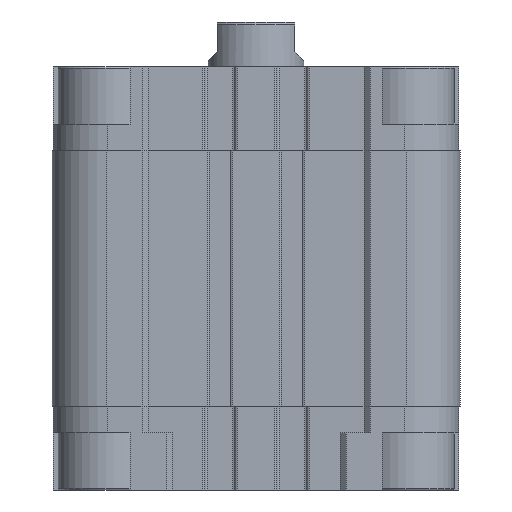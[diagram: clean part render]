
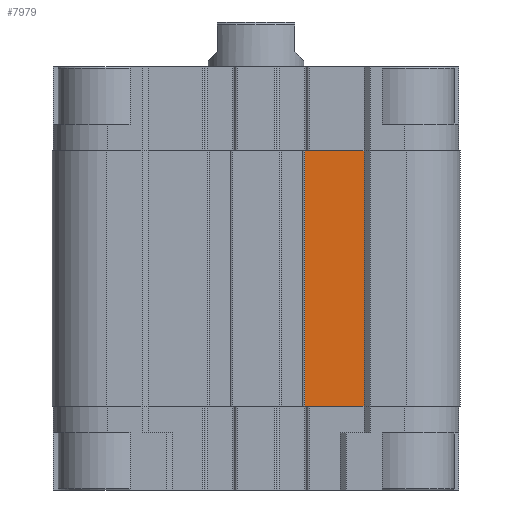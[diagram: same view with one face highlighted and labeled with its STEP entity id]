
A CAD part, front view. The second image highlights one B-rep face of the part: STEP entity #7979.
In plain terms, the highlighted planar face has unit normal (0, -1, 0).
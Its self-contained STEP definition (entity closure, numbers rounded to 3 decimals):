
#224=LINE('',#12015,#960);
#520=LINE('',#12839,#1256);
#716=LINE('',#13316,#1452);
#717=LINE('',#13318,#1453);
#960=VECTOR('',#9428,9.9);
#1256=VECTOR('',#10188,9.9);
#1452=VECTOR('',#10714,42.5);
#1453=VECTOR('',#10717,42.5);
#1698=PLANE('',#8707);
#2188=FACE_OUTER_BOUND('',#2678,.T.);
#2678=EDGE_LOOP('',(#6922,#6923,#6924,#6925));
#3656=VERTEX_POINT('',#12012);
#3657=VERTEX_POINT('',#12014);
#3952=VERTEX_POINT('',#12836);
#3953=VERTEX_POINT('',#12838);
#4454=EDGE_CURVE('',#3657,#3656,#224,.T.);
#4872=EDGE_CURVE('',#3952,#3953,#520,.T.);
#5113=EDGE_CURVE('',#3953,#3656,#716,.T.);
#5114=EDGE_CURVE('',#3952,#3657,#717,.T.);
#6922=ORIENTED_EDGE('',*,*,#4454,.T.);
#6923=ORIENTED_EDGE('',*,*,#5113,.F.);
#6924=ORIENTED_EDGE('',*,*,#4872,.F.);
#6925=ORIENTED_EDGE('',*,*,#5114,.T.);
#7979=ADVANCED_FACE('',(#2188),#1698,.F.);
#8707=AXIS2_PLACEMENT_3D('',#13317,#10715,#10716);
#9428=DIRECTION('',(1.,0.,0.));
#10188=DIRECTION('',(1.,0.,0.));
#10714=DIRECTION('',(0.,0.,-1.));
#10715=DIRECTION('center_axis',(0.,1.,0.));
#10716=DIRECTION('ref_axis',(0.,0.,1.));
#10717=DIRECTION('',(0.,0.,-1.));
#12012=CARTESIAN_POINT('',(18.,-33.,6.));
#12014=CARTESIAN_POINT('',(8.1,-33.,6.));
#12015=CARTESIAN_POINT('',(8.1,-33.,6.));
#12836=CARTESIAN_POINT('',(8.1,-33.,48.5));
#12838=CARTESIAN_POINT('',(18.,-33.,48.5));
#12839=CARTESIAN_POINT('',(8.1,-33.,48.5));
#13316=CARTESIAN_POINT('',(18.,-33.,48.5));
#13317=CARTESIAN_POINT('Origin',(8.1,-33.,48.5));
#13318=CARTESIAN_POINT('',(8.1,-33.,48.5));
